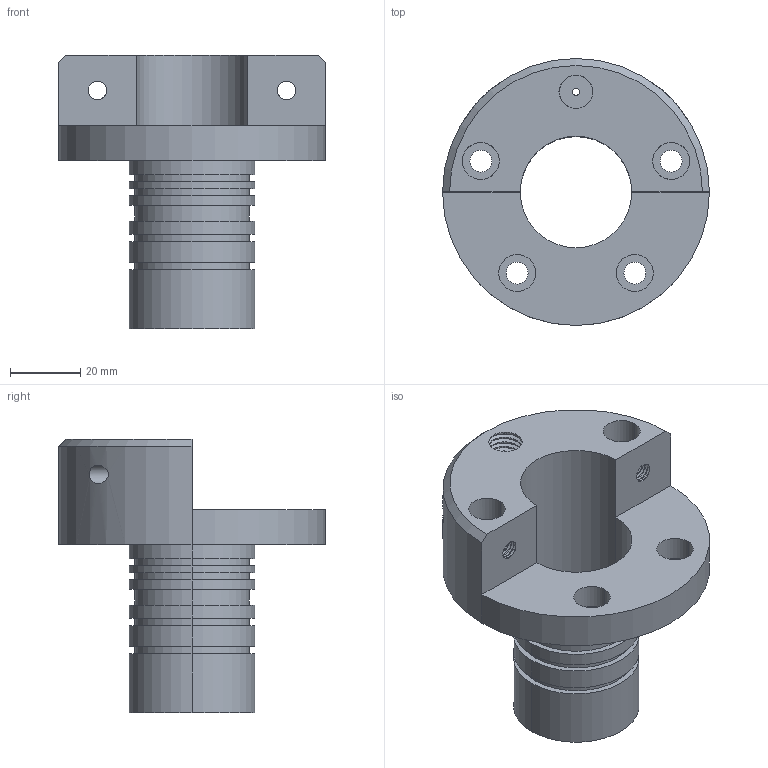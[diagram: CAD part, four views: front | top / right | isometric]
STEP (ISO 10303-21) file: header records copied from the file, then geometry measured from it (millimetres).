
FILE_DESCRIPTION (( 'STEP AP214' ), '1' );
FILE_NAME ('Head.STEP', '2021-01-05T05:55:51', ( '' ), ( '' ), 'SwSTEP 2.0', 'SolidWorks 2016', '' );
FILE_SCHEMA (( 'AUTOMOTIVE_DESIGN' ));
Length unit declared in the file: millimetre
Products named in the file (1): Head
Bounding box: 76 x 76 x 77.85 mm (x, y, z)
Volume: 74649.6 mm3; surface area: 30050.1 mm2
Topology: 1 solids, 1 shells, 127 faces, 314 edges, 205 vertices
Faces by surface type: cylinder 80, plane 26, bspline 20, cone 1
Entity records: 8303 total; most frequent: CARTESIAN_POINT 5495, ORIENTED_EDGE 628, DIRECTION 514, EDGE_CURVE 314, AXIS2_PLACEMENT_3D 209, VERTEX_POINT 205, EDGE_LOOP 163, ADVANCED_FACE 127
